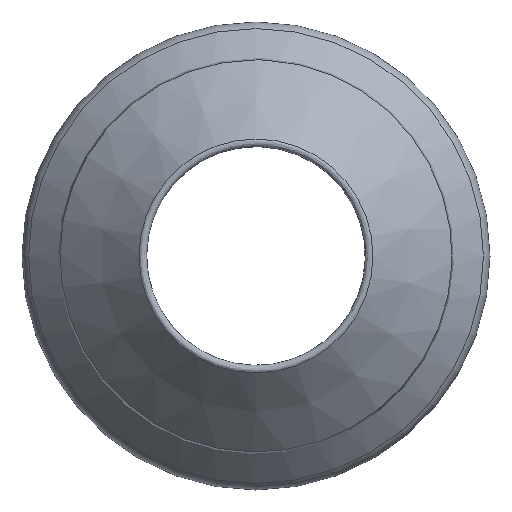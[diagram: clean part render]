
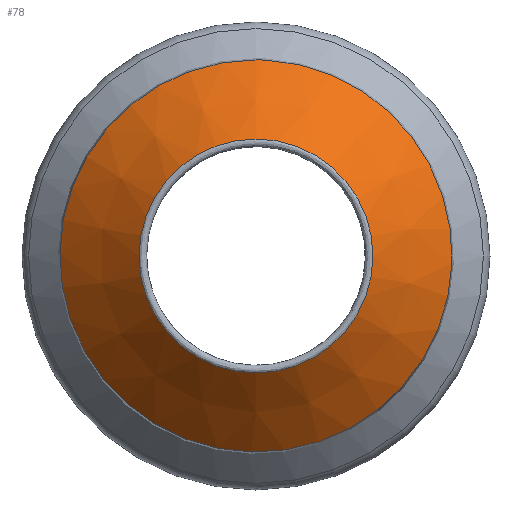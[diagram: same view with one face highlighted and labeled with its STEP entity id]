
A CAD part, left-side view. The second image highlights one B-rep face of the part: STEP entity #78.
In plain terms, the highlighted conical face has half-angle 45 degrees and reference radius 17.178 mm.
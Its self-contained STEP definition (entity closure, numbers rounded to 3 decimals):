
#51=CONICAL_SURFACE('',#290,17.178,45.);
#78=ADVANCED_FACE('',(#129,#130),#51,.T.);
#129=FACE_BOUND('',#165,.T.);
#130=FACE_BOUND('',#166,.T.);
#165=EDGE_LOOP('',(#201));
#166=EDGE_LOOP('',(#202));
#201=ORIENTED_EDGE('',*,*,#234,.F.);
#202=ORIENTED_EDGE('',*,*,#238,.T.);
#216=VERTEX_POINT('',#433);
#220=VERTEX_POINT('',#449);
#234=EDGE_CURVE('',#216,#216,#252,.T.);
#238=EDGE_CURVE('',#220,#220,#258,.T.);
#252=CIRCLE('',#283,10.247);
#258=CIRCLE('',#289,17.178);
#283=AXIS2_PLACEMENT_3D('',#432,#341,#342);
#289=AXIS2_PLACEMENT_3D('',#448,#359,#360);
#290=AXIS2_PLACEMENT_3D('',#452,#363,#364);
#341=DIRECTION('',(-1.,0.,0.));
#342=DIRECTION('',(0.,0.,1.));
#359=DIRECTION('',(-1.,0.,0.));
#360=DIRECTION('',(0.,0.,1.));
#363=DIRECTION('',(1.,0.,0.));
#364=DIRECTION('',(0.,0.,-1.));
#432=CARTESIAN_POINT('',(0.897,0.,0.));
#433=CARTESIAN_POINT('',(0.897,0.,10.247));
#448=CARTESIAN_POINT('',(7.828,0.,0.));
#449=CARTESIAN_POINT('',(7.828,0.,17.178));
#452=CARTESIAN_POINT('',(7.828,0.,0.));
